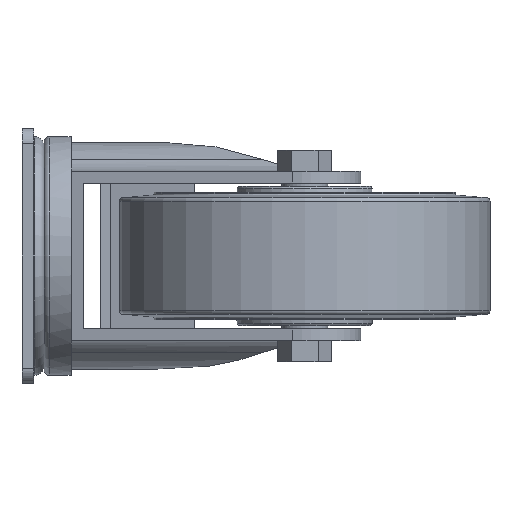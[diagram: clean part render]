
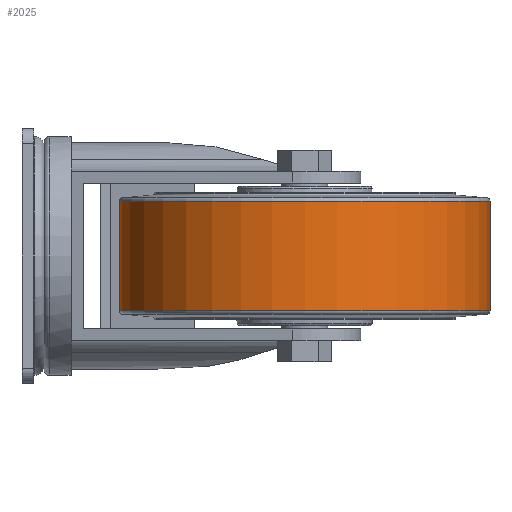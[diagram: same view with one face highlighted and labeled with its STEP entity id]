
A CAD part, left-side view. The second image highlights one B-rep face of the part: STEP entity #2025.
In plain terms, the highlighted cylindrical face has radius 80 mm (diameter 160 mm), a full revolution.
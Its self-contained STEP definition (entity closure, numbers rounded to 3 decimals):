
#976=ORIENTED_EDGE('',*,*,#1262,.T.);
#977=ORIENTED_EDGE('',*,*,#1261,.F.);
#1261=EDGE_CURVE('',#1454,#1454,#1545,.T.);
#1262=EDGE_CURVE('',#1455,#1455,#1546,.T.);
#1454=VERTEX_POINT('',#3442);
#1455=VERTEX_POINT('',#3445);
#1545=CIRCLE('',#2242,80.);
#1546=CIRCLE('',#2244,80.);
#1697=EDGE_LOOP('',(#976));
#1698=EDGE_LOOP('',(#977));
#1861=FACE_BOUND('',#1697,.T.);
#1862=FACE_BOUND('',#1698,.T.);
#1918=CYLINDRICAL_SURFACE('',#2243,80.);
#2025=ADVANCED_FACE('',(#1861,#1862),#1918,.T.);
#2242=AXIS2_PLACEMENT_3D('',#3441,#2822,#2823);
#2243=AXIS2_PLACEMENT_3D('',#3443,#2824,#2825);
#2244=AXIS2_PLACEMENT_3D('',#3444,#2826,#2827);
#2822=DIRECTION('',(0.,0.,-1.));
#2823=DIRECTION('',(-1.,0.,0.));
#2824=DIRECTION('',(0.,0.,-1.));
#2825=DIRECTION('',(-1.,0.,0.));
#2826=DIRECTION('',(0.,0.,-1.));
#2827=DIRECTION('',(-1.,0.,0.));
#3441=CARTESIAN_POINT('',(0.,0.,-23.626));
#3442=CARTESIAN_POINT('',(-80.,0.,-23.626));
#3443=CARTESIAN_POINT('',(0.,0.,-30.));
#3444=CARTESIAN_POINT('',(0.,0.,23.626));
#3445=CARTESIAN_POINT('',(-80.,0.,23.626));
